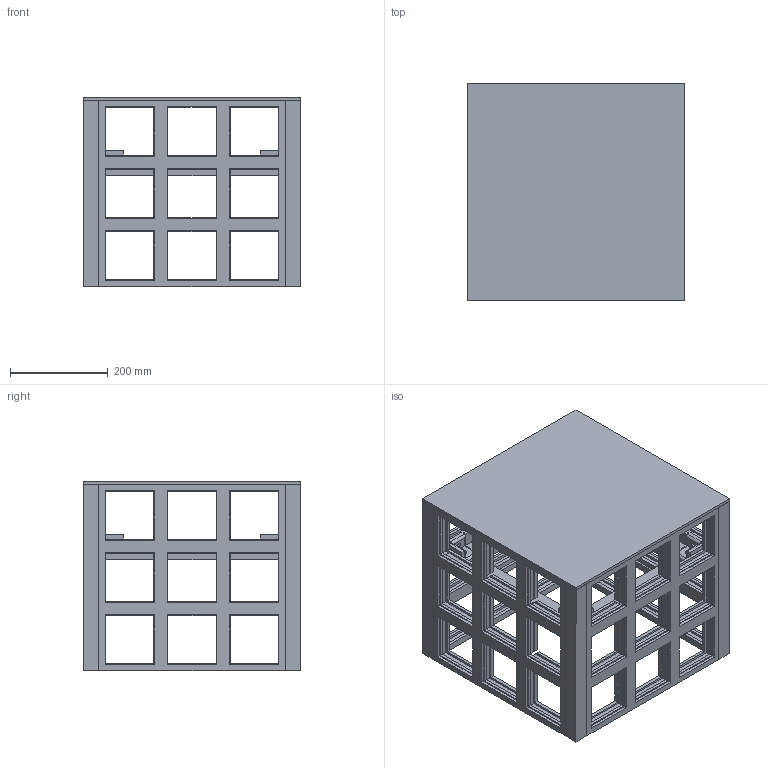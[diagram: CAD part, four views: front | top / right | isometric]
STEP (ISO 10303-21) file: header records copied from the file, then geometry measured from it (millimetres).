
FILE_DESCRIPTION(/* description */ (''),/* implementation_level */ '2;1');
FILE_NAME(/* name */ 'Assembly v6.step',/* time_stamp */ '2020-04-17T09:40:33-07:00',/* author */ (''),/* organization */ (''),/* preprocessor_version */ 'ST-DEVELOPER v18',/* originating_system */ 'Autodesk Translation Framework v8.12.0.6',/* authorisation */ '');
FILE_SCHEMA (('AUTOMOTIVE_DESIGN { 1 0 10303 214 3 1 1 }'));
Length unit declared in the file: inch
Products named in the file (12): Assembly; OneFace; Frame 3; Corner Cube Fastener; Dowel; Top Cover; Corner Cube Fastener v5(Mirror); Dowel v2(Mirror); Corner Cube Fastener v5(Mirror) (1); Dowel v2(Mirror) (1); Corner Cube Fastener v5(Mirror)(Mirror); Dowel v2(Mirror)(Mirror)
Assembly tree (14 placements, depth 2):
  Assembly
    OneFace  x4
    Frame 3
    Corner Cube Fastener
    Dowel
    Top Cover
    Corner Cube Fastener v5(Mirror)
    Dowel v2(Mirror)
    Corner Cube Fastener v5(Mirror) (1)
    Dowel v2(Mirror) (1)
    Corner Cube Fastener v5(Mirror)(Mirror)
    Dowel v2(Mirror)(Mirror)
Bounding box: 444.5 x 444.5 x 387.35 mm (x, y, z)
Volume: 9955496.9 mm3; surface area: 3182325.9 mm2
Topology: 26 solids, 26 shells, 1004 faces, 2832 edges, 1880 vertices
Faces by surface type: plane 964, cylinder 40
Full cylindrical faces by diameter (mm): 7.62 x12, 12.7 x4
Entity records: 10919 total; most frequent: CARTESIAN_POINT 1866, ORIENTED_EDGE 1812, DIRECTION 1690, EDGE_CURVE 906, LINE 850, VECTOR 850, VERTEX_POINT 596, AXIS2_PLACEMENT_3D 420
